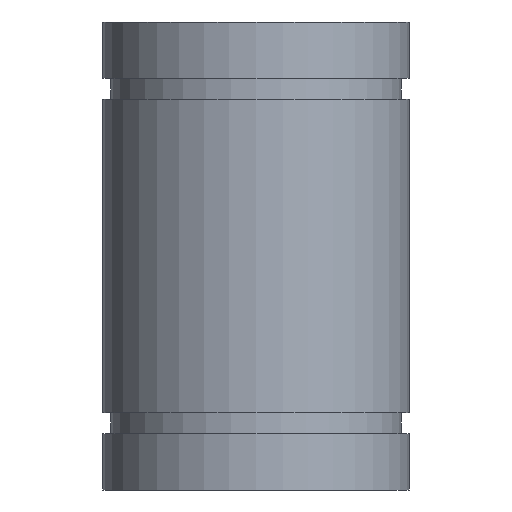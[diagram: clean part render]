
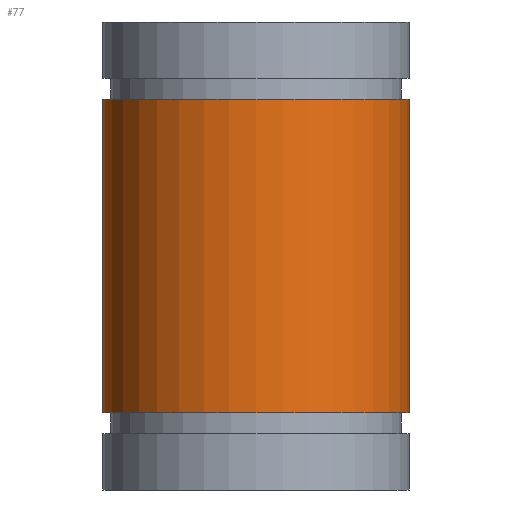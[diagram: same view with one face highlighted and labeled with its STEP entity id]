
A CAD part, left-side view. The second image highlights one B-rep face of the part: STEP entity #77.
In plain terms, the highlighted cylindrical face has radius 9.5 mm (diameter 19 mm), a partial arc.
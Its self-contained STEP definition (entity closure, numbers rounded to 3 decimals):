
#77=ADVANCED_FACE('',(#104),#105,.T.);
#104=FACE_OUTER_BOUND('',#160,.T.);
#105=CYLINDRICAL_SURFACE('',#161,9.5);
#160=EDGE_LOOP('',(#226,#227,#228,#229));
#161=AXIS2_PLACEMENT_3D('',#230,#231,#232);
#226=ORIENTED_EDGE('',*,*,#388,.F.);
#227=ORIENTED_EDGE('',*,*,#389,.T.);
#228=ORIENTED_EDGE('',*,*,#390,.F.);
#229=ORIENTED_EDGE('',*,*,#391,.F.);
#230=CARTESIAN_POINT('',(0.,0.0,14.5));
#231=DIRECTION('',(0.,-0.0,1.0));
#232=DIRECTION('',(0.0,1.0,0.0));
#388=EDGE_CURVE('',#444,#445,#446,.T.);
#389=EDGE_CURVE('',#444,#447,#448,.T.);
#390=EDGE_CURVE('',#449,#447,#450,.T.);
#391=EDGE_CURVE('',#445,#449,#451,.T.);
#444=VERTEX_POINT('',#528);
#445=VERTEX_POINT('',#529);
#446=LINE('',#530,#531);
#447=VERTEX_POINT('',#532);
#448=CIRCLE('',#533,9.5);
#449=VERTEX_POINT('',#534);
#450=LINE('',#535,#536);
#451=CIRCLE('',#537,9.5);
#528=CARTESIAN_POINT('',(0.,9.5,4.8));
#529=CARTESIAN_POINT('',(0.,9.5,24.2));
#530=CARTESIAN_POINT('',(0.,9.5,14.5));
#531=VECTOR('',#620,1.0);
#532=CARTESIAN_POINT('',(0.,-9.5,4.8));
#533=AXIS2_PLACEMENT_3D('',#621,#622,#623);
#534=CARTESIAN_POINT('',(0.,-9.5,24.2));
#535=CARTESIAN_POINT('',(0.,-9.5,14.5));
#536=VECTOR('',#624,1.0);
#537=AXIS2_PLACEMENT_3D('',#625,#626,#627);
#620=DIRECTION('',(0.,0.0,1.0));
#621=CARTESIAN_POINT('',(0.,0.0,4.8));
#622=DIRECTION('',(0.,-0.0,1.0));
#623=DIRECTION('',(0.0,1.0,0.0));
#624=DIRECTION('',(0.,-0.0,-1.0));
#625=CARTESIAN_POINT('',(0.,0.0,24.2));
#626=DIRECTION('',(0.,-0.0,1.0));
#627=DIRECTION('',(0.0,1.0,0.0));
